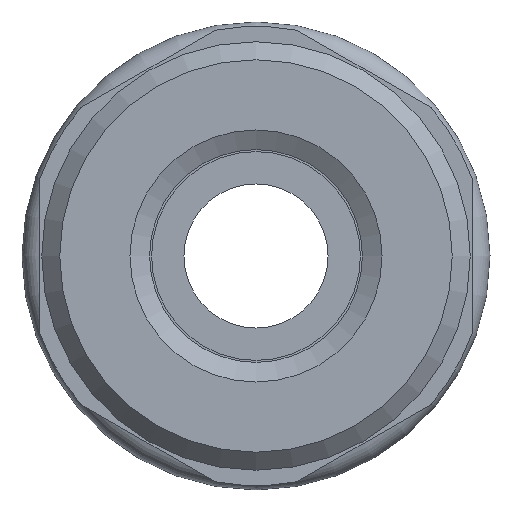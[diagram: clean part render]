
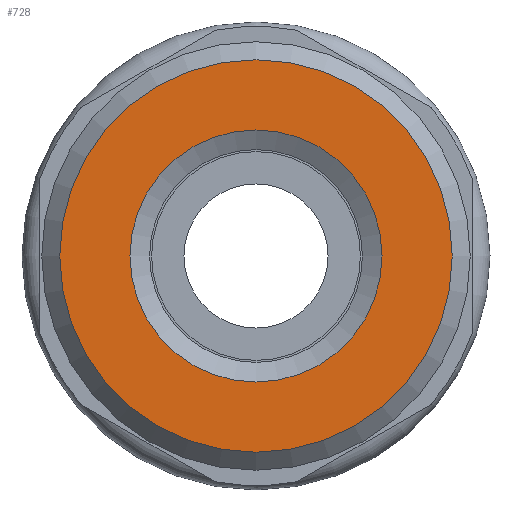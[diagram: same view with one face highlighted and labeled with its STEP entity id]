
A CAD part, left-side view. The second image highlights one B-rep face of the part: STEP entity #728.
In plain terms, the highlighted planar face has unit normal (-1, 0, 0).
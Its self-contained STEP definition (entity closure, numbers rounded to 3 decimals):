
#140=ORIENTED_EDGE('',*,*,#244,.T.);
#141=ORIENTED_EDGE('',*,*,#245,.F.);
#244=EDGE_CURVE('',#290,#290,#324,.T.);
#245=EDGE_CURVE('',#291,#291,#325,.T.);
#290=VERTEX_POINT('',#1068);
#291=VERTEX_POINT('',#1070);
#324=CIRCLE('',#783,10.9);
#325=CIRCLE('',#784,7.);
#354=EDGE_LOOP('',(#140));
#355=EDGE_LOOP('',(#141));
#412=FACE_BOUND('',#354,.T.);
#413=FACE_BOUND('',#355,.T.);
#462=PLANE('',#782);
#728=ADVANCED_FACE('',(#412,#413),#462,.T.);
#782=AXIS2_PLACEMENT_3D('',#1066,#899,#900);
#783=AXIS2_PLACEMENT_3D('',#1067,#901,#902);
#784=AXIS2_PLACEMENT_3D('',#1069,#903,#904);
#899=DIRECTION('',(-1.,0.,0.));
#900=DIRECTION('',(0.,0.,1.));
#901=DIRECTION('',(-1.,0.,0.));
#902=DIRECTION('',(0.,0.,1.));
#903=DIRECTION('',(-1.,0.,0.));
#904=DIRECTION('',(0.,0.,1.));
#1066=CARTESIAN_POINT('',(-27.,0.,7.));
#1067=CARTESIAN_POINT('',(-27.,0.,0.));
#1068=CARTESIAN_POINT('',(-27.,0.,10.9));
#1069=CARTESIAN_POINT('',(-27.,0.,0.));
#1070=CARTESIAN_POINT('',(-27.,0.,7.));
